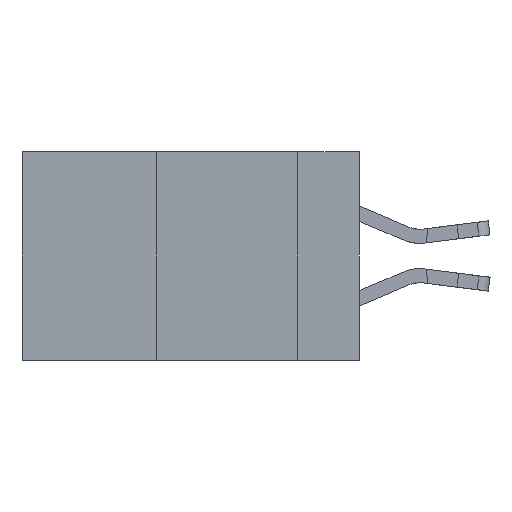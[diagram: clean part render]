
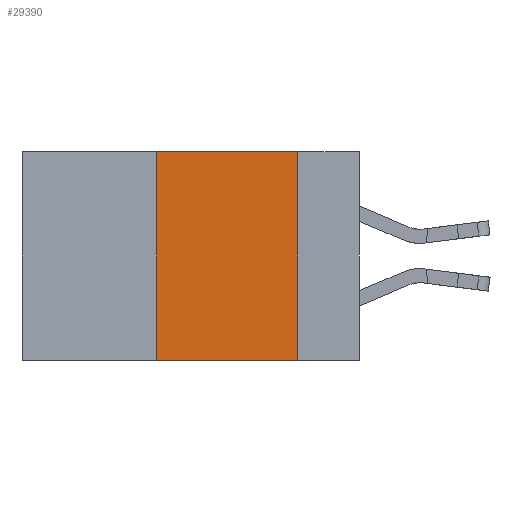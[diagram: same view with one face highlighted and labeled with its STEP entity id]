
A CAD part, left-side view. The second image highlights one B-rep face of the part: STEP entity #29390.
In plain terms, the highlighted planar face has unit normal (-1, 0, 0).
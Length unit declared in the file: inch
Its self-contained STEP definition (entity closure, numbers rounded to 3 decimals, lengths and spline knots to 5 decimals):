
#553 = VECTOR ( 'NONE', #29299, 39.37008 ) ;
#1711 = ORIENTED_EDGE ( 'NONE', *, *, #3056, .F. ) ;
#1891 = LINE ( 'NONE', #7735, #8664 ) ;
#2755 = LINE ( 'NONE', #11638, #15197 ) ;
#2908 = CARTESIAN_POINT ( 'NONE',  ( 0., 0.36, 0. ) ) ;
#3056 = EDGE_CURVE ( 'NONE', #5659, #10361, #2755, .T. ) ;
#5659 = VERTEX_POINT ( 'NONE', #2908 ) ;
#5774 = ORIENTED_EDGE ( 'NONE', *, *, #8067, .F. ) ;
#7374 = VERTEX_POINT ( 'NONE', #27057 ) ;
#7735 = CARTESIAN_POINT ( 'NONE',  ( 0., 0.11, 0. ) ) ;
#7909 = CARTESIAN_POINT ( 'NONE',  ( 0., 0.6, 0. ) ) ;
#8067 = EDGE_CURVE ( 'NONE', #7374, #5659, #27924, .T. ) ;
#8326 = VECTOR ( 'NONE', #25255, 39.37008 ) ;
#8664 = VECTOR ( 'NONE', #19144, 39.37008 ) ;
#8680 = EDGE_CURVE ( 'NONE', #7374, #29230, #17529, .T. ) ;
#9358 = DIRECTION ( 'NONE',  ( 0., -1., 0. ) ) ;
#9818 = PLANE ( 'NONE',  #12000 ) ;
#10361 = VERTEX_POINT ( 'NONE', #22853 ) ;
#10590 = DIRECTION ( 'NONE',  ( 1., 0., 0. ) ) ;
#11638 = CARTESIAN_POINT ( 'NONE',  ( 0., 0.6, 0. ) ) ;
#12000 = AXIS2_PLACEMENT_3D ( 'NONE', #7909, #10590, #17019 ) ;
#14883 = EDGE_CURVE ( 'NONE', #10361, #29230, #1891, .T. ) ;
#15197 = VECTOR ( 'NONE', #9358, 39.37008 ) ;
#17019 = DIRECTION ( 'NONE',  ( 0., 0., -1. ) ) ;
#17529 = LINE ( 'NONE', #20583, #8326 ) ;
#19144 = DIRECTION ( 'NONE',  ( 0., 0., -1. ) ) ;
#20583 = CARTESIAN_POINT ( 'NONE',  ( 0., 0.6, -0.37 ) ) ;
#22467 = ORIENTED_EDGE ( 'NONE', *, *, #14883, .F. ) ;
#22776 = EDGE_LOOP ( 'NONE', ( #22467, #1711, #5774, #28565 ) ) ;
#22853 = CARTESIAN_POINT ( 'NONE',  ( 0., 0.11, 0. ) ) ;
#25255 = DIRECTION ( 'NONE',  ( 0., -1., 0. ) ) ;
#26795 = FACE_OUTER_BOUND ( 'NONE', #22776, .T. ) ;
#27039 = CARTESIAN_POINT ( 'NONE',  ( 0., 0.36, 0. ) ) ;
#27057 = CARTESIAN_POINT ( 'NONE',  ( 0., 0.36, -0.37 ) ) ;
#27789 = CARTESIAN_POINT ( 'NONE',  ( 0., 0.11, -0.37 ) ) ;
#27924 = LINE ( 'NONE', #27039, #553 ) ;
#28565 = ORIENTED_EDGE ( 'NONE', *, *, #8680, .T. ) ;
#29230 = VERTEX_POINT ( 'NONE', #27789 ) ;
#29299 = DIRECTION ( 'NONE',  ( 0., 0., 1. ) ) ;
#29390 = ADVANCED_FACE ( 'NONE', ( #26795 ), #9818, .F. ) ;
